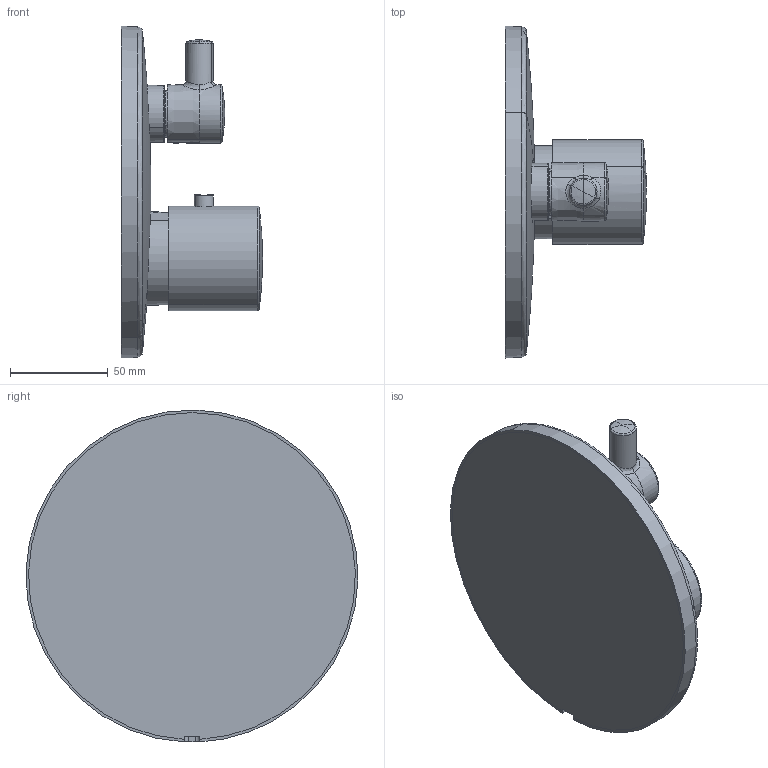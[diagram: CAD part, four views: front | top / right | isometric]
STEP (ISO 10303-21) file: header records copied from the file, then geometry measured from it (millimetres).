
FILE_DESCRIPTION(('CAx-IF Rec.Pracs.---Model Styling and Organization---1.2---2011-12-15','CAx-IF Rec.Pracs.---Geometric and Assembly Validation Properties---4.1---2014-06-16','CAx-IF Rec.Pracs.---PMI Polyline Presentation---2.0---2013-05-24'),'2;1');
FILE_NAME('1000084993_PPR_000.stp','2017-03-06T09:09:47+01:00',(''),(''),'STEP Interface 4.0.1101 by CT CoreTechnologie','3D_Evolution4.0.1101 by CT CoreTechnologie','');
FILE_SCHEMA(('AP203_CONFIGURATION_CONTROLLED_3D_DESIGN_OF_MECHANICAL_PARTS_AND_ASSEMBLIES_MIM_LF'));
Length unit declared in the file: millimetre
Products named in the file (9): P_2 AX Uno Therm.UP m.Absperrventil 1000084993_PPR_000_A0; P_2 Anschlaghuelse_UPT (22,5) 1000084391_PPA_000_A0; P_2 Thermostatgriff AXOR UNO 1000084454_PPR_000_A0; P_2 Thermostatgriff m.Auslösek.(schnapp) 1000084455_PPA_000_A0; P_2 Taste UPT                     AX JMM 1000083617_PPA_000_A0; P_2 Umstellergriff 1000084994_PPA_000_A0; P_2 Huelse Absperrventil 90° KUS (L=12) 1000084339_PPA_000_A0; Gewindestift DIN914-M4x8-A2 1000003996_PPA_000_A0; P_2 Rosette 2-Loch ibox universal 170mm 1000084398_PPA_000_A0
Assembly tree (8 placements, depth 3):
  P_2 AX Uno Therm.UP m.Absperrventil 1000084993_PPR_000_A0
    P_2 Anschlaghuelse_UPT (22,5) 1000084391_PPA_000_A0
    P_2 Thermostatgriff AXOR UNO 1000084454_PPR_000_A0
      P_2 Thermostatgriff m.Auslösek.(schnapp) 1000084455_PPA_000_A0
      P_2 Taste UPT                     AX JMM 1000083617_PPA_000_A0
    P_2 Umstellergriff 1000084994_PPA_000_A0
    P_2 Huelse Absperrventil 90° KUS (L=12) 1000084339_PPA_000_A0
    Gewindestift DIN914-M4x8-A2 1000003996_PPA_000_A0
    P_2 Rosette 2-Loch ibox universal 170mm 1000084398_PPA_000_A0
Bounding box: 72.2 x 169.93 x 169.88 mm (x, y, z)
Volume: 458516 mm3; surface area: 78115.9 mm2
Topology: 7 solids, 7 shells, 111 faces, 243 edges, 139 vertices
Faces by surface type: bspline 66, plane 29, cylinder 16
Entity records: 8335 total; most frequent: CARTESIAN_POINT 4504, ORIENTED_EDGE 462, DIRECTION 435, EDGE_CURVE 231, AXIS2_PLACEMENT_3D 182, VERTEX_POINT 139, CIRCLE 128, EDGE_LOOP 116
